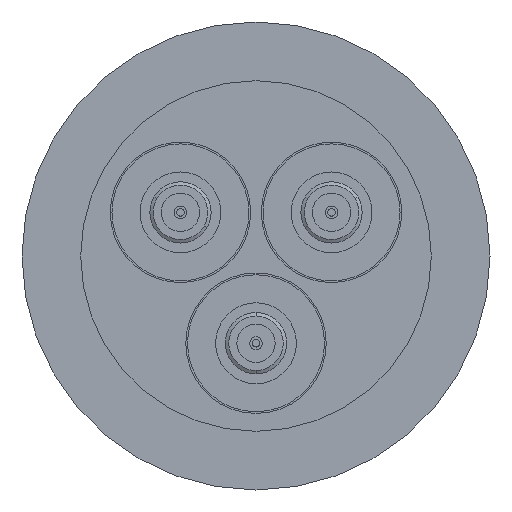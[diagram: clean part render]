
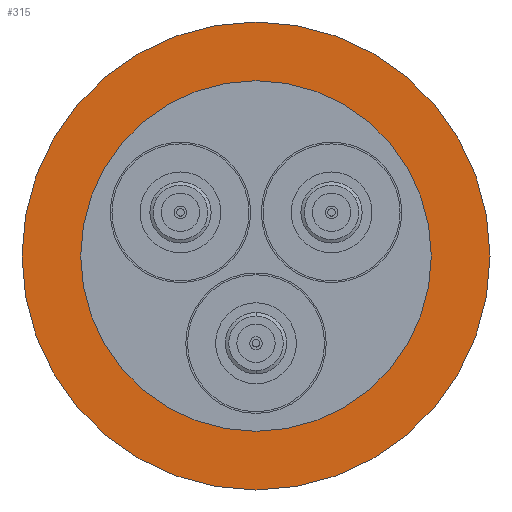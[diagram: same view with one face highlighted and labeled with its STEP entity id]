
A CAD part, left-side view. The second image highlights one B-rep face of the part: STEP entity #315.
In plain terms, the highlighted planar face has unit normal (-1, 0, 0).
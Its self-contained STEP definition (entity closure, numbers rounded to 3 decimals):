
#171 = EDGE_LOOP ( 'NONE', ( #1784, #1062 ) ) ;
#192 = CIRCLE ( 'NONE', #968, 20.6 ) ;
#309 = DIRECTION ( 'NONE',  ( -1., 0., 0. ) ) ;
#315 = ADVANCED_FACE ( 'NONE', ( #2160, #1847 ), #1723, .F. ) ;
#338 = EDGE_LOOP ( 'NONE', ( #2388, #642 ) ) ;
#565 = CIRCLE ( 'NONE', #2326, 27.5 ) ;
#574 = CARTESIAN_POINT ( 'NONE',  ( 0., 0., 0. ) ) ;
#587 = CARTESIAN_POINT ( 'NONE',  ( 0., 0., -27.5 ) ) ;
#595 = CIRCLE ( 'NONE', #1556, 27.5 ) ;
#616 = EDGE_CURVE ( 'NONE', #1763, #2549, #2700, .T. ) ;
#642 = ORIENTED_EDGE ( 'NONE', *, *, #2380, .T. ) ;
#698 = CARTESIAN_POINT ( 'NONE',  ( 0., 0., 0. ) ) ;
#794 = DIRECTION ( 'NONE',  ( 0., 0., 1. ) ) ;
#882 = CARTESIAN_POINT ( 'NONE',  ( 0., 0., 27.5 ) ) ;
#968 = AXIS2_PLACEMENT_3D ( 'NONE', #698, #2199, #2393 ) ;
#989 = DIRECTION ( 'NONE',  ( 1., 0., 0. ) ) ;
#1062 = ORIENTED_EDGE ( 'NONE', *, *, #1244, .F. ) ;
#1082 = CARTESIAN_POINT ( 'NONE',  ( 0., 0., 20.6 ) ) ;
#1244 = EDGE_CURVE ( 'NONE', #2549, #1763, #192, .T. ) ;
#1250 = DIRECTION ( 'NONE',  ( -1., 0., 0. ) ) ;
#1337 = AXIS2_PLACEMENT_3D ( 'NONE', #2225, #309, #1585 ) ;
#1470 = VERTEX_POINT ( 'NONE', #882 ) ;
#1556 = AXIS2_PLACEMENT_3D ( 'NONE', #2509, #1250, #2721 ) ;
#1585 = DIRECTION ( 'NONE',  ( 0., 0., 1. ) ) ;
#1723 = PLANE ( 'NONE',  #1741 ) ;
#1741 = AXIS2_PLACEMENT_3D ( 'NONE', #587, #989, #2473 ) ;
#1763 = VERTEX_POINT ( 'NONE', #1082 ) ;
#1784 = ORIENTED_EDGE ( 'NONE', *, *, #616, .F. ) ;
#1796 = VERTEX_POINT ( 'NONE', #1938 ) ;
#1847 = FACE_OUTER_BOUND ( 'NONE', #338, .T. ) ;
#1938 = CARTESIAN_POINT ( 'NONE',  ( 0., 0., -27.5 ) ) ;
#2057 = DIRECTION ( 'NONE',  ( -1., 0., 0. ) ) ;
#2160 = FACE_BOUND ( 'NONE', #171, .T. ) ;
#2199 = DIRECTION ( 'NONE',  ( -1., 0., 0. ) ) ;
#2225 = CARTESIAN_POINT ( 'NONE',  ( 0., 0., 0. ) ) ;
#2317 = EDGE_CURVE ( 'NONE', #1470, #1796, #565, .T. ) ;
#2326 = AXIS2_PLACEMENT_3D ( 'NONE', #574, #2057, #794 ) ;
#2380 = EDGE_CURVE ( 'NONE', #1796, #1470, #595, .T. ) ;
#2388 = ORIENTED_EDGE ( 'NONE', *, *, #2317, .T. ) ;
#2393 = DIRECTION ( 'NONE',  ( 0., 0., 1. ) ) ;
#2473 = DIRECTION ( 'NONE',  ( 0., 0., -1. ) ) ;
#2509 = CARTESIAN_POINT ( 'NONE',  ( 0., 0., 0. ) ) ;
#2549 = VERTEX_POINT ( 'NONE', #2735 ) ;
#2700 = CIRCLE ( 'NONE', #1337, 20.6 ) ;
#2721 = DIRECTION ( 'NONE',  ( 0., 0., 1. ) ) ;
#2735 = CARTESIAN_POINT ( 'NONE',  ( 0., 0., -20.6 ) ) ;
